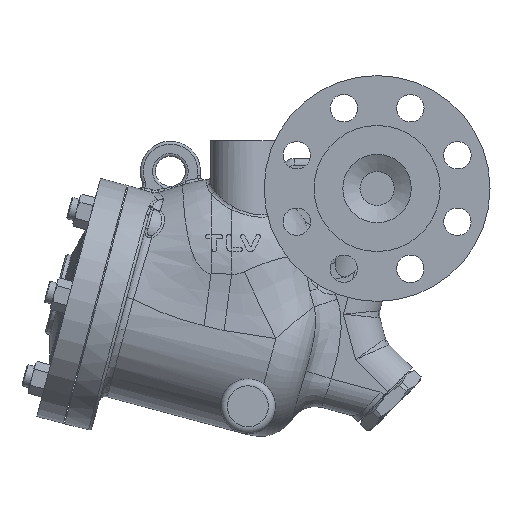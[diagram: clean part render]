
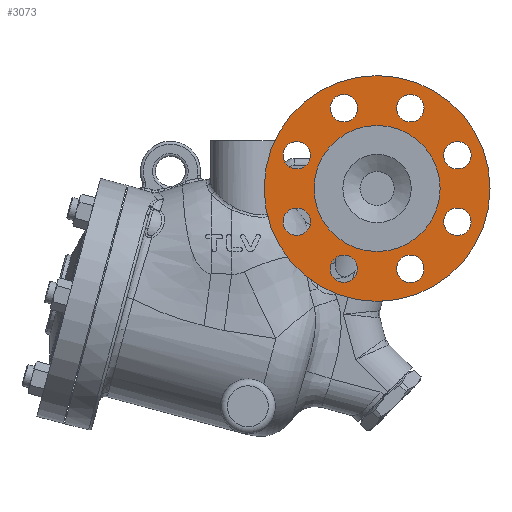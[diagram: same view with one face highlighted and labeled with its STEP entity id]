
A CAD part, front view. The second image highlights one B-rep face of the part: STEP entity #3073.
In plain terms, the highlighted planar face has unit normal (0, -1, 0).
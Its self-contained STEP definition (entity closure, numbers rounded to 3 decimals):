
#2600=CARTESIAN_POINT('',(270.737,-102.6,102.229));
#2601=VERTEX_POINT('',#2600);
#2602=CARTESIAN_POINT('',(263.666,-102.6,109.3));
#2603=DIRECTION('',(0.0,1.0,0.0));
#2604=DIRECTION('',(0.707,0.0,-0.707));
#2605=AXIS2_PLACEMENT_3D('',#2602,#2603,#2604);
#2606=CIRCLE('',#2605,10.0);
#2607=EDGE_CURVE('',#2601,#2601,#2606,.T.);
#2628=CARTESIAN_POINT('',(263.666,-102.6,50.7));
#2629=VERTEX_POINT('',#2628);
#2630=CARTESIAN_POINT('',(263.666,-102.6,60.7));
#2631=DIRECTION('',(0.0,1.0,0.0));
#2632=DIRECTION('',(0.0,0.0,-1.0));
#2633=AXIS2_PLACEMENT_3D('',#2630,#2631,#2632);
#2634=CIRCLE('',#2633,10.0);
#2635=EDGE_CURVE('',#2629,#2629,#2634,.T.);
#2656=CARTESIAN_POINT('',(222.229,-102.6,19.263));
#2657=VERTEX_POINT('',#2656);
#2658=CARTESIAN_POINT('',(229.3,-102.6,26.334));
#2659=DIRECTION('',(0.0,1.0,0.0));
#2660=DIRECTION('',(-0.707,0.0,-0.707));
#2661=AXIS2_PLACEMENT_3D('',#2658,#2659,#2660);
#2662=CIRCLE('',#2661,10.0);
#2663=EDGE_CURVE('',#2657,#2657,#2662,.T.);
#2684=CARTESIAN_POINT('',(170.7,-102.6,26.334));
#2685=VERTEX_POINT('',#2684);
#2686=CARTESIAN_POINT('',(180.7,-102.6,26.334));
#2687=DIRECTION('',(0.0,1.0,0.0));
#2688=DIRECTION('',(-1.0,0.0,0.0));
#2689=AXIS2_PLACEMENT_3D('',#2686,#2687,#2688);
#2690=CIRCLE('',#2689,10.0);
#2691=EDGE_CURVE('',#2685,#2685,#2690,.T.);
#2712=CARTESIAN_POINT('',(139.263,-102.6,67.771));
#2713=VERTEX_POINT('',#2712);
#2714=CARTESIAN_POINT('',(146.334,-102.6,60.7));
#2715=DIRECTION('',(0.0,1.0,0.0));
#2716=DIRECTION('',(-0.707,0.0,0.707));
#2717=AXIS2_PLACEMENT_3D('',#2714,#2715,#2716);
#2718=CIRCLE('',#2717,10.0);
#2719=EDGE_CURVE('',#2713,#2713,#2718,.T.);
#2740=CARTESIAN_POINT('',(146.334,-102.6,119.3));
#2741=VERTEX_POINT('',#2740);
#2742=CARTESIAN_POINT('',(146.334,-102.6,109.3));
#2743=DIRECTION('',(0.0,1.0,0.0));
#2744=DIRECTION('',(0.0,0.0,1.0));
#2745=AXIS2_PLACEMENT_3D('',#2742,#2743,#2744);
#2746=CIRCLE('',#2745,10.0);
#2747=EDGE_CURVE('',#2741,#2741,#2746,.T.);
#2768=CARTESIAN_POINT('',(187.771,-102.6,150.737));
#2769=VERTEX_POINT('',#2768);
#2770=CARTESIAN_POINT('',(180.7,-102.6,143.666));
#2771=DIRECTION('',(0.0,1.0,0.0));
#2772=DIRECTION('',(0.707,0.0,0.707));
#2773=AXIS2_PLACEMENT_3D('',#2770,#2771,#2772);
#2774=CIRCLE('',#2773,10.0);
#2775=EDGE_CURVE('',#2769,#2769,#2774,.T.);
#2796=CARTESIAN_POINT('',(239.3,-102.6,143.666));
#2797=VERTEX_POINT('',#2796);
#2798=CARTESIAN_POINT('',(229.3,-102.6,143.666));
#2799=DIRECTION('',(0.0,1.0,0.0));
#2800=DIRECTION('',(1.0,0.0,0.0));
#2801=AXIS2_PLACEMENT_3D('',#2798,#2799,#2800);
#2802=CIRCLE('',#2801,10.0);
#2803=EDGE_CURVE('',#2797,#2797,#2802,.T.);
#2925=CARTESIAN_POINT('',(205.,-102.6,167.5));
#2926=VERTEX_POINT('',#2925);
#2927=CARTESIAN_POINT('',(205.,-102.6,85.0));
#2928=DIRECTION('',(0.0,-1.0,0.0));
#2929=DIRECTION('',(0.0,0.0,1.0));
#2930=AXIS2_PLACEMENT_3D('',#2927,#2928,#2929);
#2931=CIRCLE('',#2930,82.5);
#2932=EDGE_CURVE('',#2926,#2926,#2931,.T.);
#3030=CARTESIAN_POINT('',(205.,-102.6,149.275));
#3031=DIRECTION('',(0.0,-1.0,0.0));
#3032=DIRECTION('',(0.0,0.0,-1.0));
#3033=AXIS2_PLACEMENT_3D('',#3030,#3031,#3032);
#3034=PLANE('',#3033);
#3035=ORIENTED_EDGE('',*,*,#2932,.T.);
#3036=EDGE_LOOP('',(#3035));
#3037=FACE_OUTER_BOUND('',#3036,.T.);
#3038=ORIENTED_EDGE('',*,*,#2607,.T.);
#3039=EDGE_LOOP('',(#3038));
#3040=FACE_BOUND('',#3039,.T.);
#3041=ORIENTED_EDGE('',*,*,#2635,.T.);
#3042=EDGE_LOOP('',(#3041));
#3043=FACE_BOUND('',#3042,.T.);
#3044=ORIENTED_EDGE('',*,*,#2663,.T.);
#3045=EDGE_LOOP('',(#3044));
#3046=FACE_BOUND('',#3045,.T.);
#3047=ORIENTED_EDGE('',*,*,#2691,.T.);
#3048=EDGE_LOOP('',(#3047));
#3049=FACE_BOUND('',#3048,.T.);
#3050=ORIENTED_EDGE('',*,*,#2719,.T.);
#3051=EDGE_LOOP('',(#3050));
#3052=FACE_BOUND('',#3051,.T.);
#3053=ORIENTED_EDGE('',*,*,#2747,.T.);
#3054=EDGE_LOOP('',(#3053));
#3055=FACE_BOUND('',#3054,.T.);
#3056=ORIENTED_EDGE('',*,*,#2775,.T.);
#3057=EDGE_LOOP('',(#3056));
#3058=FACE_BOUND('',#3057,.T.);
#3059=ORIENTED_EDGE('',*,*,#2803,.T.);
#3060=EDGE_LOOP('',(#3059));
#3061=FACE_BOUND('',#3060,.T.);
#3062=CARTESIAN_POINT('',(205.,-102.6,131.05));
#3063=VERTEX_POINT('',#3062);
#3064=CARTESIAN_POINT('',(205.,-102.6,85.0));
#3065=DIRECTION('',(0.0,-1.0,0.0));
#3066=DIRECTION('',(0.0,0.0,1.0));
#3067=AXIS2_PLACEMENT_3D('',#3064,#3065,#3066);
#3068=CIRCLE('',#3067,46.05);
#3069=EDGE_CURVE('',#3063,#3063,#3068,.T.);
#3070=ORIENTED_EDGE('',*,*,#3069,.F.);
#3071=EDGE_LOOP('',(#3070));
#3072=FACE_BOUND('',#3071,.T.);
#3073=ADVANCED_FACE('',(#3037,#3040,#3043,#3046,#3049,#3052,#3055,#3058,#3061,#3072),#3034,.T.);
